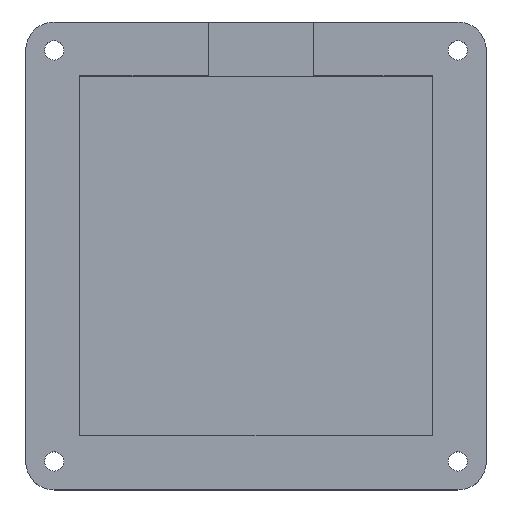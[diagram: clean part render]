
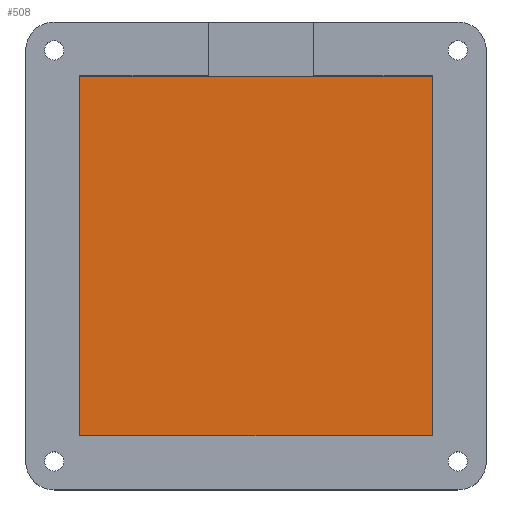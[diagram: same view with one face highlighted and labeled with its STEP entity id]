
A CAD part, top view. The second image highlights one B-rep face of the part: STEP entity #508.
In plain terms, the highlighted planar face has unit normal (0, 0, 1).
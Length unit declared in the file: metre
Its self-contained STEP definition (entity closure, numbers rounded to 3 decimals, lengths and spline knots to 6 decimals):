
#144=ORIENTED_EDGE('',*,*,#228,.F.);
#145=ORIENTED_EDGE('',*,*,#226,.T.);
#146=ORIENTED_EDGE('',*,*,#180,.T.);
#147=ORIENTED_EDGE('',*,*,#230,.F.);
#180=EDGE_CURVE('',#245,#244,#292,.T.);
#226=EDGE_CURVE('',#284,#245,#318,.T.);
#228=EDGE_CURVE('',#284,#285,#320,.T.);
#230=EDGE_CURVE('',#285,#244,#322,.T.);
#244=VERTEX_POINT('',#743);
#245=VERTEX_POINT('',#745);
#284=VERTEX_POINT('',#847);
#285=VERTEX_POINT('',#851);
#292=LINE('',#744,#332);
#318=LINE('',#846,#358);
#320=LINE('',#850,#360);
#322=LINE('',#854,#362);
#332=VECTOR('',#591,1.);
#358=VECTOR('',#691,1.);
#360=VECTOR('',#695,1.);
#362=VECTOR('',#699,1.);
#410=EDGE_LOOP('',(#144,#145,#146,#147));
#460=FACE_BOUND('',#410,.T.);
#482=PLANE('',#575);
#508=ADVANCED_FACE('',(#460),#482,.T.);
#575=AXIS2_PLACEMENT_3D('',#866,#715,#716);
#591=DIRECTION('',(-1.,0.,0.));
#691=DIRECTION('',(0.,1.,0.));
#695=DIRECTION('',(-1.,0.,0.));
#699=DIRECTION('',(0.,1.,0.));
#715=DIRECTION('',(0.,0.,1.));
#716=DIRECTION('',(1.,0.,0.));
#743=CARTESIAN_POINT('',(-0.03106,0.031705,0.003));
#744=CARTESIAN_POINT('',(0.,0.031705,0.003));
#745=CARTESIAN_POINT('',(0.03106,0.031705,0.003));
#846=CARTESIAN_POINT('',(0.03106,0.,0.003));
#847=CARTESIAN_POINT('',(0.03106,-0.031705,0.003));
#850=CARTESIAN_POINT('',(0.,-0.031705,0.003));
#851=CARTESIAN_POINT('',(-0.03106,-0.031705,0.003));
#854=CARTESIAN_POINT('',(-0.03106,0.,0.003));
#866=CARTESIAN_POINT('',(0.,0.,0.003));
